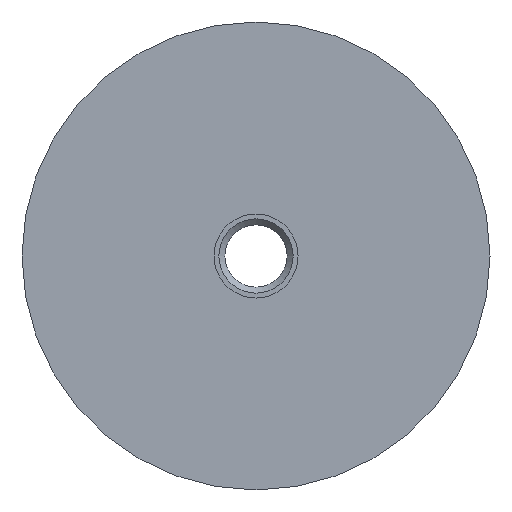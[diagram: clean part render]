
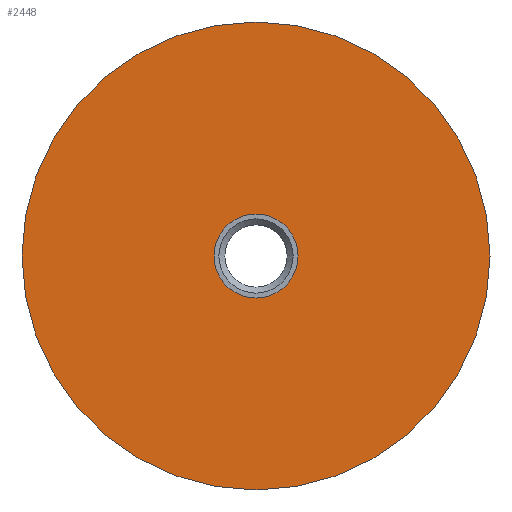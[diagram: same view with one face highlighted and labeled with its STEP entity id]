
A CAD part, front view. The second image highlights one B-rep face of the part: STEP entity #2448.
In plain terms, the highlighted planar face has unit normal (0, -1, 0).
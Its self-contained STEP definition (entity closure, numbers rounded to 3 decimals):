
#112=FACE_BOUND('',#490,.T.);
#181=PLANE('',#2702);
#350=FACE_OUTER_BOUND('',#489,.T.);
#489=EDGE_LOOP('',(#2312));
#490=EDGE_LOOP('',(#2313));
#1011=CIRCLE('',#2697,5.25);
#1013=CIRCLE('',#2700,29.25);
#1247=VERTEX_POINT('',#4454);
#1249=VERTEX_POINT('',#4460);
#1600=EDGE_CURVE('',#1247,#1247,#1011,.T.);
#1603=EDGE_CURVE('',#1249,#1249,#1013,.T.);
#2312=ORIENTED_EDGE('',*,*,#1603,.T.);
#2313=ORIENTED_EDGE('',*,*,#1600,.T.);
#2448=ADVANCED_FACE('',(#350,#112),#181,.T.);
#2697=AXIS2_PLACEMENT_3D('',#4455,#3334,#3335);
#2700=AXIS2_PLACEMENT_3D('',#4461,#3341,#3342);
#2702=AXIS2_PLACEMENT_3D('',#4465,#3346,#3347);
#3334=DIRECTION('center_axis',(0.,1.,0.));
#3335=DIRECTION('ref_axis',(1.,0.,0.));
#3341=DIRECTION('center_axis',(0.,-1.,0.));
#3342=DIRECTION('ref_axis',(1.,0.,0.));
#3346=DIRECTION('center_axis',(0.,-1.,0.));
#3347=DIRECTION('ref_axis',(1.,0.,0.));
#4454=CARTESIAN_POINT('',(-5.25,-15.1,0.));
#4455=CARTESIAN_POINT('Origin',(0.,-15.1,0.));
#4460=CARTESIAN_POINT('',(-29.25,-15.1,0.));
#4461=CARTESIAN_POINT('Origin',(0.,-15.1,0.));
#4465=CARTESIAN_POINT('Origin',(0.,-15.1,0.));
